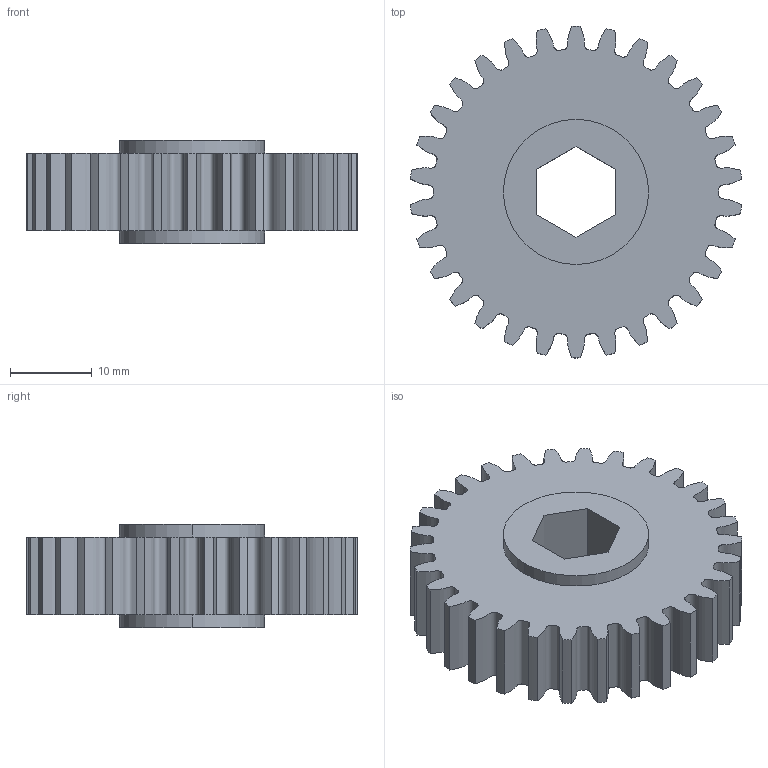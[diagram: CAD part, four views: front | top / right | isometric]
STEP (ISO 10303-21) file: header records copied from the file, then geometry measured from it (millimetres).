
FILE_DESCRIPTION (( 'STEP AP203' ), '1' );
FILE_NAME ('30.hex375.VP.STEP', '2014-06-21T22:15:08', ( '' ), ( '' ), 'SwSTEP 2.0', 'SolidWorks 2013', '' );
FILE_SCHEMA (( 'CONFIG_CONTROL_DESIGN' ));
Length unit declared in the file: inch
Products named in the file (1): 30.hex375.VP
Bounding box: 40.52 x 40.64 x 12.65 mm (x, y, z)
Volume: 10851.6 mm3; surface area: 4995.5 mm2
Topology: 1 solids, 1 shells, 74 faces, 210 edges, 140 vertices
Faces by surface type: cylinder 34, bspline 30, plane 10
Entity records: 13365 total; most frequent: CARTESIAN_POINT 11495, ORIENTED_EDGE 420, DIRECTION 308, EDGE_CURVE 210, VERTEX_POINT 140, AXIS2_PLACEMENT_3D 113, LINE 82, VECTOR 82
